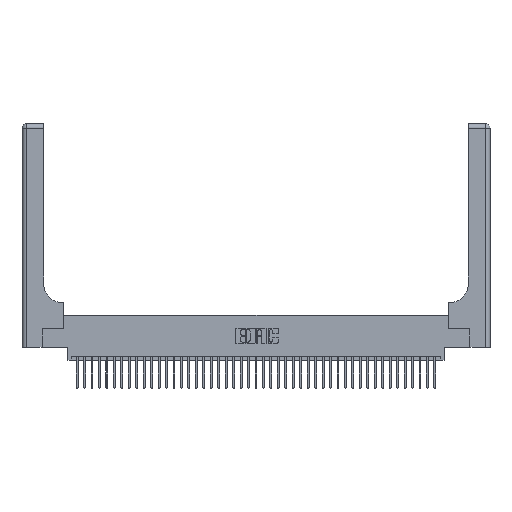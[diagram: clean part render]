
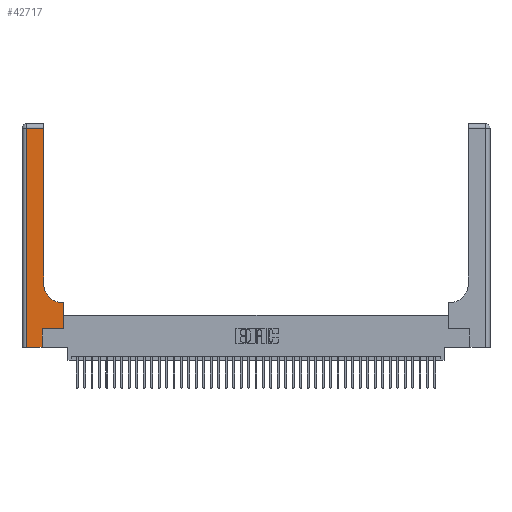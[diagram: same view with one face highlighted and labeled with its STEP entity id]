
A CAD part, top view. The second image highlights one B-rep face of the part: STEP entity #42717.
In plain terms, the highlighted planar face has unit normal (0, 0, 1).
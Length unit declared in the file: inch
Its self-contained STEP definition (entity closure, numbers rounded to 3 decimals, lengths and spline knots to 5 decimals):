
#119 = EDGE_CURVE ( 'NONE', #38277, #10964, #7945, .T. ) ;
#1706 = CARTESIAN_POINT ( 'NONE',  ( 0.5585, 0.6, 0.37 ) ) ;
#1955 = DIRECTION ( 'NONE',  ( -1., 0., 0. ) ) ;
#1983 = ORIENTED_EDGE ( 'NONE', *, *, #16671, .T. ) ;
#2025 = ORIENTED_EDGE ( 'NONE', *, *, #42358, .T. ) ;
#2256 = CARTESIAN_POINT ( 'NONE',  ( 0.269, 0., 0.37 ) ) ;
#2839 = VECTOR ( 'NONE', #1955, 39.37008 ) ;
#3033 = VERTEX_POINT ( 'NONE', #32619 ) ;
#3170 = CARTESIAN_POINT ( 'NONE',  ( 0.2915, 0.6, 0.37 ) ) ;
#3453 = DIRECTION ( 'NONE',  ( -1., 0., 0. ) ) ;
#3533 = VERTEX_POINT ( 'NONE', #29307 ) ;
#3575 = VERTEX_POINT ( 'NONE', #16463 ) ;
#4699 = ORIENTED_EDGE ( 'NONE', *, *, #20118, .T. ) ;
#6022 = ORIENTED_EDGE ( 'NONE', *, *, #18051, .T. ) ;
#6434 = DIRECTION ( 'NONE',  ( 0., -1., 0. ) ) ;
#7752 = LINE ( 'NONE', #25646, #41620 ) ;
#7945 = CIRCLE ( 'NONE', #18941, 0.25 ) ;
#8715 = CARTESIAN_POINT ( 'NONE',  ( 0.5415, 0.85, 0.37 ) ) ;
#9152 = VERTEX_POINT ( 'NONE', #20733 ) ;
#9918 = ORIENTED_EDGE ( 'NONE', *, *, #119, .T. ) ;
#10048 = DIRECTION ( 'NONE',  ( -1., 0., 0. ) ) ;
#10775 = LINE ( 'NONE', #38191, #42519 ) ;
#10964 = VERTEX_POINT ( 'NONE', #31306 ) ;
#11727 = LINE ( 'NONE', #2256, #22658 ) ;
#12074 = DIRECTION ( 'NONE',  ( 1., 0., 0. ) ) ;
#12122 = EDGE_LOOP ( 'NONE', ( #17801, #1983, #22003, #33726, #4699, #2025, #16402, #6022, #9918 ) ) ;
#13119 = CARTESIAN_POINT ( 'NONE',  ( 0.5585, 0.25, 0.37 ) ) ;
#14103 = VERTEX_POINT ( 'NONE', #1706 ) ;
#14601 = VECTOR ( 'NONE', #23119, 39.37008 ) ;
#15113 = CARTESIAN_POINT ( 'NONE',  ( 0.06, 2.94, 0.37 ) ) ;
#15367 = DIRECTION ( 'NONE',  ( 1., 0., 0. ) ) ;
#15642 = LINE ( 'NONE', #13119, #14601 ) ;
#15854 = VERTEX_POINT ( 'NONE', #15113 ) ;
#16402 = ORIENTED_EDGE ( 'NONE', *, *, #24370, .T. ) ;
#16463 = CARTESIAN_POINT ( 'NONE',  ( 0.2915, 2.94, 0.37 ) ) ;
#16671 = EDGE_CURVE ( 'NONE', #3575, #15854, #39081, .T. ) ;
#17499 = EDGE_CURVE ( 'NONE', #15854, #23580, #32409, .T. ) ;
#17801 = ORIENTED_EDGE ( 'NONE', *, *, #19042, .T. ) ;
#18051 = EDGE_CURVE ( 'NONE', #14103, #38277, #35909, .T. ) ;
#18580 = VECTOR ( 'NONE', #10048, 39.37008 ) ;
#18813 = CARTESIAN_POINT ( 'NONE',  ( 0., 2.94, 0.37 ) ) ;
#18941 = AXIS2_PLACEMENT_3D ( 'NONE', #8715, #31763, #12074 ) ;
#19042 = EDGE_CURVE ( 'NONE', #10964, #3575, #32772, .T. ) ;
#20118 = EDGE_CURVE ( 'NONE', #3533, #3033, #11727, .T. ) ;
#20237 = CARTESIAN_POINT ( 'NONE',  ( 0., 3., 0.37 ) ) ;
#20372 = AXIS2_PLACEMENT_3D ( 'NONE', #20237, #23549, #3453 ) ;
#20733 = CARTESIAN_POINT ( 'NONE',  ( 0.5585, 0.25, 0.37 ) ) ;
#21721 = CARTESIAN_POINT ( 'NONE',  ( 0.06, 0., 0.37 ) ) ;
#22003 = ORIENTED_EDGE ( 'NONE', *, *, #17499, .T. ) ;
#22658 = VECTOR ( 'NONE', #25678, 39.37008 ) ;
#23119 = DIRECTION ( 'NONE',  ( 0., 1., 0. ) ) ;
#23549 = DIRECTION ( 'NONE',  ( 0., 0., -1. ) ) ;
#23580 = VERTEX_POINT ( 'NONE', #21721 ) ;
#23766 = VECTOR ( 'NONE', #6434, 39.37008 ) ;
#24132 = VECTOR ( 'NONE', #29021, 39.37008 ) ;
#24370 = EDGE_CURVE ( 'NONE', #9152, #14103, #15642, .T. ) ;
#25646 = CARTESIAN_POINT ( 'NONE',  ( 0., 0., 0.37 ) ) ;
#25678 = DIRECTION ( 'NONE',  ( 0., 1., 0. ) ) ;
#29021 = DIRECTION ( 'NONE',  ( 0., 1., 0. ) ) ;
#29307 = CARTESIAN_POINT ( 'NONE',  ( 0.269, 0., 0.37 ) ) ;
#29583 = CARTESIAN_POINT ( 'NONE',  ( 0.06, 3., 0.37 ) ) ;
#31306 = CARTESIAN_POINT ( 'NONE',  ( 0.2915, 0.85, 0.37 ) ) ;
#31763 = DIRECTION ( 'NONE',  ( 0., 0., -1. ) ) ;
#32409 = LINE ( 'NONE', #29583, #23766 ) ;
#32619 = CARTESIAN_POINT ( 'NONE',  ( 0.269, 0.25, 0.37 ) ) ;
#32772 = LINE ( 'NONE', #41923, #24132 ) ;
#33726 = ORIENTED_EDGE ( 'NONE', *, *, #35621, .T. ) ;
#35453 = DIRECTION ( 'NONE',  ( 1., 0., 0. ) ) ;
#35621 = EDGE_CURVE ( 'NONE', #23580, #3533, #7752, .T. ) ;
#35909 = LINE ( 'NONE', #3170, #18580 ) ;
#37928 = FACE_OUTER_BOUND ( 'NONE', #12122, .T. ) ;
#38191 = CARTESIAN_POINT ( 'NONE',  ( 0.269, 0.25, 0.37 ) ) ;
#38277 = VERTEX_POINT ( 'NONE', #42045 ) ;
#39081 = LINE ( 'NONE', #18813, #2839 ) ;
#39720 = PLANE ( 'NONE',  #20372 ) ;
#41620 = VECTOR ( 'NONE', #35453, 39.37008 ) ;
#41923 = CARTESIAN_POINT ( 'NONE',  ( 0.2915, 3., 0.37 ) ) ;
#42045 = CARTESIAN_POINT ( 'NONE',  ( 0.5415, 0.6, 0.37 ) ) ;
#42358 = EDGE_CURVE ( 'NONE', #3033, #9152, #10775, .T. ) ;
#42519 = VECTOR ( 'NONE', #15367, 39.37008 ) ;
#42717 = ADVANCED_FACE ( 'NONE', ( #37928 ), #39720, .F. ) ;
